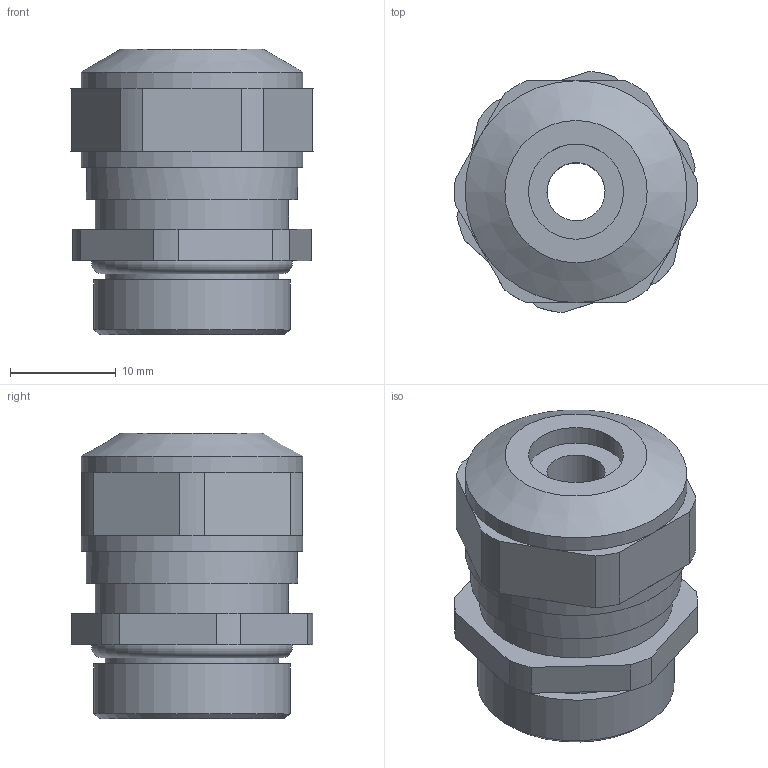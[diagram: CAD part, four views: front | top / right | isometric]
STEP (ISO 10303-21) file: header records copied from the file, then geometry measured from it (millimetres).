
FILE_DESCRIPTION(/* description */ (''),/* implementation_level */ '2;1');
FILE_NAME(/* name */ '3D_1021000030500-WNA_A-PG11(D4-5.5)_V1.0.stp',/* time_stamp */ '2024-03-18T15:44:56+08:00',/* author */ (''),/* organization */ (''),/* preprocessor_version */ 'ST-DEVELOPER v18.1',/* originating_system */ 'SIEMENS PLM Software NX 1980',/* authorisation */ '');
FILE_SCHEMA (('AUTOMOTIVE_DESIGN { 1 0 10303 214 3 1 1 1 }'));
Length unit declared in the file: millimetre
Products named in the file (1): _model1
Bounding box: 22.99 x 22.85 x 27.05 mm (x, y, z)
Volume: 7495.2 mm3; surface area: 5551.9 mm2
Topology: 1 solids, 6 shells, 649 faces, 1876 edges, 1248 vertices
Faces by surface type: cylinder 329, plane 296, extrusion 14, cone 7, torus 3
Full cylindrical faces by diameter (mm): 0.174 x1, 5.5 x1, 9 x1, 14.1 x1, 14.2 x1, 16 x1, 16.4 x2, 18.3 x2, 18.6 x1, 18.917 x1, 20 x2, 21 x2
Entity records: 22870 total; most frequent: CARTESIAN_POINT 6249, ORIENTED_EDGE 3666, DIRECTION 3240, EDGE_CURVE 1833, VERTEX_POINT 1232, AXIS2_PLACEMENT_3D 1203, VECTOR 834, LINE 820
